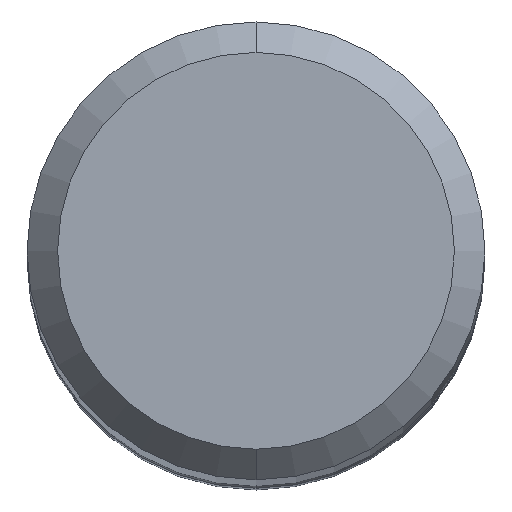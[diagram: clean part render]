
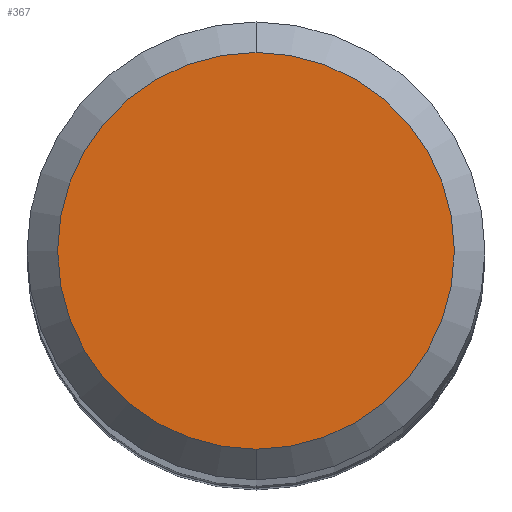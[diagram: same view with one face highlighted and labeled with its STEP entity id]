
A CAD part, top view. The second image highlights one B-rep face of the part: STEP entity #367.
In plain terms, the highlighted planar face has unit normal (0, 0, 1).
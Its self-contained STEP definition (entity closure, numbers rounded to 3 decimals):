
#185=VERTEX_POINT('',#446);
#221=VERTEX_POINT('',#485);
#257=EDGE_CURVE('',#221,#185,#524,.T.);
#305=EDGE_CURVE('',#185,#221,#579,.T.);
#367=ADVANCED_FACE('',(#652),#653,.T.);
#446=CARTESIAN_POINT('',(0.,-2.6,0.0));
#485=CARTESIAN_POINT('',(0.0,2.6,0.0));
#524=CIRCLE('',#838,2.6);
#579=CIRCLE('',#908,2.6);
#652=FACE_OUTER_BOUND('',#1001,.T.);
#653=PLANE('',#1002);
#838=AXIS2_PLACEMENT_3D('',#1179,#1180,#1181);
#908=AXIS2_PLACEMENT_3D('',#1259,#1260,#1261);
#1001=EDGE_LOOP('',(#1355,#1356));
#1002=AXIS2_PLACEMENT_3D('',#1357,#1358,#1359);
#1179=CARTESIAN_POINT('',(0.0,0.0,0.0));
#1180=DIRECTION('',(0.0,0.0,-1.0));
#1181=DIRECTION('',(0.0,1.0,0.0));
#1259=CARTESIAN_POINT('',(0.0,0.0,0.0));
#1260=DIRECTION('',(0.0,0.0,-1.0));
#1261=DIRECTION('',(0.0,1.0,0.0));
#1355=ORIENTED_EDGE('',*,*,#257,.F.);
#1356=ORIENTED_EDGE('',*,*,#305,.F.);
#1357=CARTESIAN_POINT('',(0.0,1.3,0.0));
#1358=DIRECTION('',(-0.0,0.0,1.0));
#1359=DIRECTION('',(0.0,-1.0,0.0));
